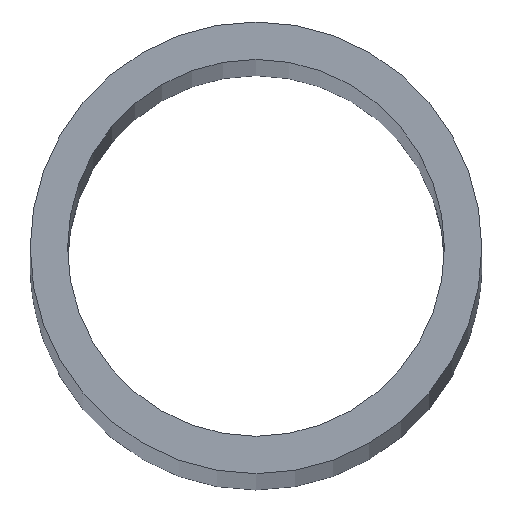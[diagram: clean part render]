
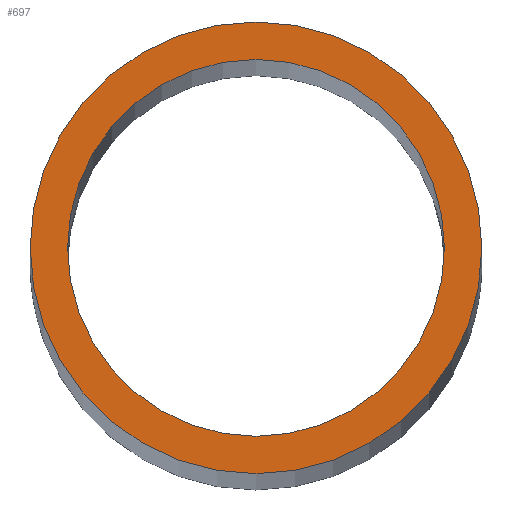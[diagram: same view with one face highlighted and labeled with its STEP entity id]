
A CAD part, top view. The second image highlights one B-rep face of the part: STEP entity #697.
In plain terms, the highlighted planar face has unit normal (0, 0, 1).
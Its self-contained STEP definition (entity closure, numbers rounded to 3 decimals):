
#16 = VERTEX_POINT ( 'NONE', #539 ) ;
#47 = CARTESIAN_POINT ( 'NONE',  ( 24.15, 0., 500. ) ) ;
#99 = CARTESIAN_POINT ( 'NONE',  ( 0., 0., 500. ) ) ;
#102 = CARTESIAN_POINT ( 'NONE',  ( -20.15, 0., 500. ) ) ;
#112 = PLANE ( 'NONE',  #546 ) ;
#124 = EDGE_CURVE ( 'NONE', #656, #16, #157, .T. ) ;
#157 = CIRCLE ( 'NONE', #575, 20.15 ) ;
#165 = AXIS2_PLACEMENT_3D ( 'NONE', #669, #454, #554 ) ;
#168 = FACE_OUTER_BOUND ( 'NONE', #642, .T. ) ;
#169 = DIRECTION ( 'NONE',  ( 0., 0., 1. ) ) ;
#173 = DIRECTION ( 'NONE',  ( 1., 0., 0. ) ) ;
#187 = CIRCLE ( 'NONE', #227, 24.15 ) ;
#201 = EDGE_CURVE ( 'NONE', #645, #358, #701, .T. ) ;
#227 = AXIS2_PLACEMENT_3D ( 'NONE', #391, #273, #173 ) ;
#248 = EDGE_LOOP ( 'NONE', ( #361, #433 ) ) ;
#257 = AXIS2_PLACEMENT_3D ( 'NONE', #499, #169, #341 ) ;
#273 = DIRECTION ( 'NONE',  ( 0., 0., 1. ) ) ;
#279 = DIRECTION ( 'NONE',  ( 1., 0., 0. ) ) ;
#340 = CARTESIAN_POINT ( 'NONE',  ( 0., 0., 500. ) ) ;
#341 = DIRECTION ( 'NONE',  ( 1., 0., 0. ) ) ;
#358 = VERTEX_POINT ( 'NONE', #421 ) ;
#361 = ORIENTED_EDGE ( 'NONE', *, *, #124, .F. ) ;
#391 = CARTESIAN_POINT ( 'NONE',  ( 0., 0., 500. ) ) ;
#421 = CARTESIAN_POINT ( 'NONE',  ( -24.15, 0., 500. ) ) ;
#433 = ORIENTED_EDGE ( 'NONE', *, *, #520, .F. ) ;
#449 = DIRECTION ( 'NONE',  ( 0., 0., 1. ) ) ;
#454 = DIRECTION ( 'NONE',  ( 0., 0., 1. ) ) ;
#492 = DIRECTION ( 'NONE',  ( 1., 0., 0. ) ) ;
#499 = CARTESIAN_POINT ( 'NONE',  ( 0., 0., 500. ) ) ;
#517 = ORIENTED_EDGE ( 'NONE', *, *, #673, .T. ) ;
#520 = EDGE_CURVE ( 'NONE', #16, #656, #582, .T. ) ;
#539 = CARTESIAN_POINT ( 'NONE',  ( 20.15, 0., 500. ) ) ;
#546 = AXIS2_PLACEMENT_3D ( 'NONE', #340, #566, #279 ) ;
#554 = DIRECTION ( 'NONE',  ( 1., 0., 0. ) ) ;
#566 = DIRECTION ( 'NONE',  ( 0., 0., 1. ) ) ;
#575 = AXIS2_PLACEMENT_3D ( 'NONE', #99, #449, #492 ) ;
#582 = CIRCLE ( 'NONE', #257, 20.15 ) ;
#621 = FACE_BOUND ( 'NONE', #248, .T. ) ;
#639 = ORIENTED_EDGE ( 'NONE', *, *, #201, .T. ) ;
#642 = EDGE_LOOP ( 'NONE', ( #517, #639 ) ) ;
#645 = VERTEX_POINT ( 'NONE', #47 ) ;
#656 = VERTEX_POINT ( 'NONE', #102 ) ;
#669 = CARTESIAN_POINT ( 'NONE',  ( 0., 0., 500. ) ) ;
#673 = EDGE_CURVE ( 'NONE', #358, #645, #187, .T. ) ;
#697 = ADVANCED_FACE ( 'NONE', ( #168, #621 ), #112, .T. ) ;
#701 = CIRCLE ( 'NONE', #165, 24.15 ) ;
